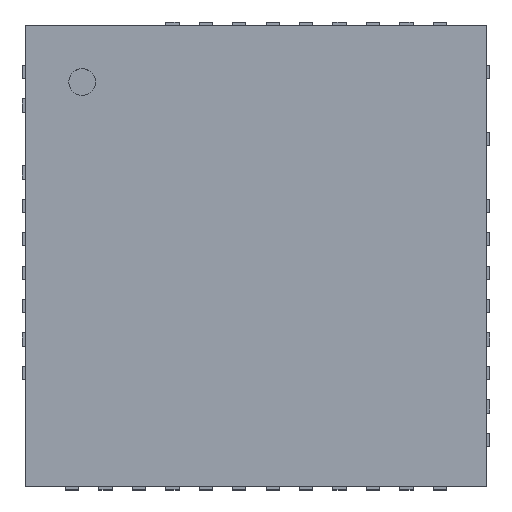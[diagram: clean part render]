
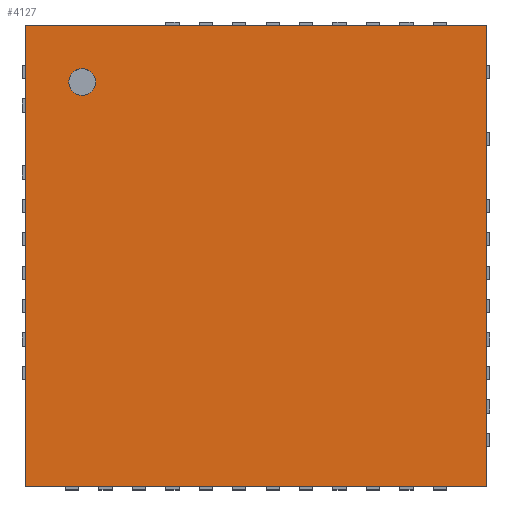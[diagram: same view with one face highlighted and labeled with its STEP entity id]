
A CAD part, top view. The second image highlights one B-rep face of the part: STEP entity #4127.
In plain terms, the highlighted planar face has unit normal (0, 0, 1).
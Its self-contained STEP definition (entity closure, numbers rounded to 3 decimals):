
#13=DIRECTION('',(0.,0.,1.));
#117=DIRECTION('',(0.,0.,-1.));
#149=VECTOR('',#150,1.);
#150=DIRECTION('',(1.,0.,0.));
#156=VECTOR('',#157,1.);
#157=DIRECTION('',(0.,-1.,0.));
#1051=ORIENTED_EDGE('',*,*,#1052,.F.);
#1052=EDGE_CURVE('',#1053,#1055,#1057,.T.);
#1053=VERTEX_POINT('',#1054);
#1054=CARTESIAN_POINT('',(-3.45,3.45,1.1));
#1055=VERTEX_POINT('',#1056);
#1056=CARTESIAN_POINT('',(3.45,3.45,1.1));
#1057=LINE('',#1054,#149);
#1220=ORIENTED_EDGE('',*,*,#1221,.T.);
#1221=EDGE_CURVE('',#1053,#1222,#1224,.T.);
#1222=VERTEX_POINT('',#1223);
#1223=CARTESIAN_POINT('',(-3.45,-3.45,1.1));
#1224=LINE('',#1054,#156);
#2441=EDGE_CURVE('',#1055,#2442,#2444,.T.);
#2442=VERTEX_POINT('',#2443);
#2443=CARTESIAN_POINT('',(3.45,-3.45,1.1));
#2444=LINE('',#1056,#156);
#2612=EDGE_CURVE('',#1222,#2442,#2613,.T.);
#2613=LINE('',#1223,#149);
#4127=ADVANCED_FACE('',(#4128,#4132),#4141,.T.);
#4128=FACE_BOUND('',#4129,.T.);
#4129=EDGE_LOOP('',(#1051,#1220,#4130,#4131));
#4130=ORIENTED_EDGE('',*,*,#2612,.T.);
#4131=ORIENTED_EDGE('',*,*,#2441,.F.);
#4132=FACE_BOUND('',#4133,.T.);
#4133=EDGE_LOOP('',(#4134));
#4134=ORIENTED_EDGE('',*,*,#4135,.T.);
#4135=EDGE_CURVE('',#4136,#4136,#4138,.T.);
#4136=VERTEX_POINT('',#4137);
#4137=CARTESIAN_POINT('',(-2.6,2.4,1.1));
#4138=CIRCLE('',#4139,0.2);
#4139=AXIS2_PLACEMENT_3D('',#4140,#117,#157);
#4140=CARTESIAN_POINT('',(-2.6,2.6,1.1));
#4141=PLANE('',#4142);
#4142=AXIS2_PLACEMENT_3D('',#1054,#13,#157);
